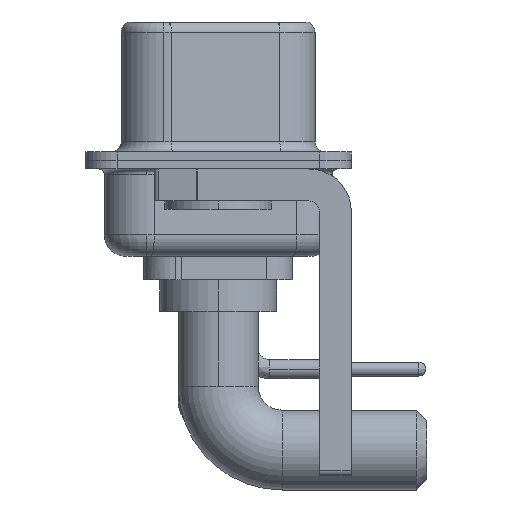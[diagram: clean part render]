
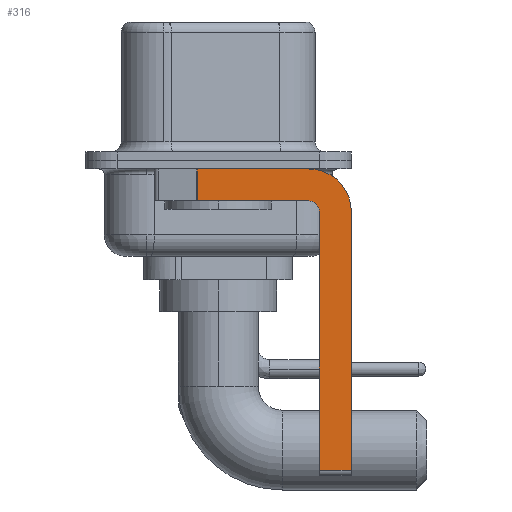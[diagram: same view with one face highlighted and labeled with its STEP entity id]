
A CAD part, left-side view. The second image highlights one B-rep face of the part: STEP entity #316.
In plain terms, the highlighted planar face has unit normal (-1, 0, 0).
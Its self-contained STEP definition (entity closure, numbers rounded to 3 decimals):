
#51 = EDGE_CURVE ( 'NONE', #1816, #3814, #4649, .T. ) ;
#316 = ADVANCED_FACE ( 'NONE', ( #27406 ), #18291, .F. ) ;
#794 = ORIENTED_EDGE ( 'NONE', *, *, #7209, .F. ) ;
#1081 = VECTOR ( 'NONE', #4515, 1000. ) ;
#1475 = DIRECTION ( 'NONE',  ( 0., -1., 0. ) ) ;
#1816 = VERTEX_POINT ( 'NONE', #21048 ) ;
#2228 = DIRECTION ( 'NONE',  ( 0., 0., 1. ) ) ;
#2485 = CARTESIAN_POINT ( 'NONE',  ( -2.9, -4.25, -2.4 ) ) ;
#2503 = VERTEX_POINT ( 'NONE', #25025 ) ;
#2637 = DIRECTION ( 'NONE',  ( -1., 0., 0. ) ) ;
#3645 = DIRECTION ( 'NONE',  ( 0., 0., -1. ) ) ;
#3647 = LINE ( 'NONE', #17295, #3876 ) ;
#3814 = VERTEX_POINT ( 'NONE', #25836 ) ;
#3876 = VECTOR ( 'NONE', #1475, 1000. ) ;
#4385 = CARTESIAN_POINT ( 'NONE',  ( -2.9, -4.75, -14.8 ) ) ;
#4515 = DIRECTION ( 'NONE',  ( 0., 0., -1. ) ) ;
#4527 = CARTESIAN_POINT ( 'NONE',  ( -2.9, 3., -0.4 ) ) ;
#4649 = LINE ( 'NONE', #26443, #1081 ) ;
#5291 = CIRCLE ( 'NONE', #13648, 2. ) ;
#5634 = ORIENTED_EDGE ( 'NONE', *, *, #51, .F. ) ;
#6439 = LINE ( 'NONE', #4527, #11201 ) ;
#6575 = LINE ( 'NONE', #4385, #26914 ) ;
#6616 = ORIENTED_EDGE ( 'NONE', *, *, #12685, .T. ) ;
#6857 = DIRECTION ( 'NONE',  ( 0., 0., 1. ) ) ;
#7209 = EDGE_CURVE ( 'NONE', #10640, #23111, #6439, .T. ) ;
#7313 = EDGE_CURVE ( 'NONE', #10915, #2503, #6575, .T. ) ;
#7783 = ORIENTED_EDGE ( 'NONE', *, *, #11832, .F. ) ;
#9780 = CARTESIAN_POINT ( 'NONE',  ( -2.9, 0.978, -0.4 ) ) ;
#10482 = LINE ( 'NONE', #10911, #28675 ) ;
#10640 = VERTEX_POINT ( 'NONE', #9780 ) ;
#10694 = CARTESIAN_POINT ( 'NONE',  ( -2.9, -4.25, -1.9 ) ) ;
#10911 = CARTESIAN_POINT ( 'NONE',  ( -2.9, 0.978, -1.9 ) ) ;
#10915 = VERTEX_POINT ( 'NONE', #17344 ) ;
#11201 = VECTOR ( 'NONE', #13529, 1000. ) ;
#11761 = CARTESIAN_POINT ( 'NONE',  ( -2.9, 0.978, -1.9 ) ) ;
#11832 = EDGE_CURVE ( 'NONE', #24353, #25401, #26370, .T. ) ;
#11888 = CIRCLE ( 'NONE', #28115, 0.5 ) ;
#12685 = EDGE_CURVE ( 'NONE', #10915, #3814, #3647, .T. ) ;
#13361 = EDGE_CURVE ( 'NONE', #23111, #1816, #5291, .T. ) ;
#13457 = ORIENTED_EDGE ( 'NONE', *, *, #24588, .F. ) ;
#13529 = DIRECTION ( 'NONE',  ( 0., -1., 0. ) ) ;
#13648 = AXIS2_PLACEMENT_3D ( 'NONE', #28037, #19621, #21950 ) ;
#15048 = EDGE_LOOP ( 'NONE', ( #794, #17551, #7783, #13457, #24324, #6616, #5634, #24598 ) ) ;
#15510 = CARTESIAN_POINT ( 'NONE',  ( -2.9, -4.25, -0.4 ) ) ;
#17295 = CARTESIAN_POINT ( 'NONE',  ( -2.9, -4.25, -14.55 ) ) ;
#17344 = CARTESIAN_POINT ( 'NONE',  ( -2.9, -4.75, -14.55 ) ) ;
#17551 = ORIENTED_EDGE ( 'NONE', *, *, #27605, .T. ) ;
#18291 = PLANE ( 'NONE',  #28434 ) ;
#18757 = CARTESIAN_POINT ( 'NONE',  ( -2.9, -4.25, -1.9 ) ) ;
#19621 = DIRECTION ( 'NONE',  ( 1., 0., 0. ) ) ;
#20184 = DIRECTION ( 'NONE',  ( 0., 0., -1. ) ) ;
#21048 = CARTESIAN_POINT ( 'NONE',  ( -2.9, -6.25, -2.4 ) ) ;
#21935 = VECTOR ( 'NONE', #28382, 1000. ) ;
#21950 = DIRECTION ( 'NONE',  ( 0., 0., -1. ) ) ;
#22106 = CARTESIAN_POINT ( 'NONE',  ( -2.9, -4.25, -2.4 ) ) ;
#23111 = VERTEX_POINT ( 'NONE', #15510 ) ;
#24324 = ORIENTED_EDGE ( 'NONE', *, *, #7313, .F. ) ;
#24353 = VERTEX_POINT ( 'NONE', #18757 ) ;
#24588 = EDGE_CURVE ( 'NONE', #2503, #24353, #11888, .T. ) ;
#24598 = ORIENTED_EDGE ( 'NONE', *, *, #13361, .F. ) ;
#25025 = CARTESIAN_POINT ( 'NONE',  ( -2.9, -4.75, -2.4 ) ) ;
#25401 = VERTEX_POINT ( 'NONE', #11761 ) ;
#25836 = CARTESIAN_POINT ( 'NONE',  ( -2.9, -6.25, -14.55 ) ) ;
#26370 = LINE ( 'NONE', #10694, #21935 ) ;
#26443 = CARTESIAN_POINT ( 'NONE',  ( -2.9, -6.25, -2.4 ) ) ;
#26914 = VECTOR ( 'NONE', #2228, 1000. ) ;
#26991 = DIRECTION ( 'NONE',  ( 1., 0., 0. ) ) ;
#27406 = FACE_OUTER_BOUND ( 'NONE', #15048, .T. ) ;
#27605 = EDGE_CURVE ( 'NONE', #10640, #25401, #10482, .T. ) ;
#28037 = CARTESIAN_POINT ( 'NONE',  ( -2.9, -4.25, -2.4 ) ) ;
#28115 = AXIS2_PLACEMENT_3D ( 'NONE', #22106, #2637, #6857 ) ;
#28382 = DIRECTION ( 'NONE',  ( 0., 1., 0. ) ) ;
#28434 = AXIS2_PLACEMENT_3D ( 'NONE', #2485, #26991, #20184 ) ;
#28675 = VECTOR ( 'NONE', #3645, 1000. ) ;
